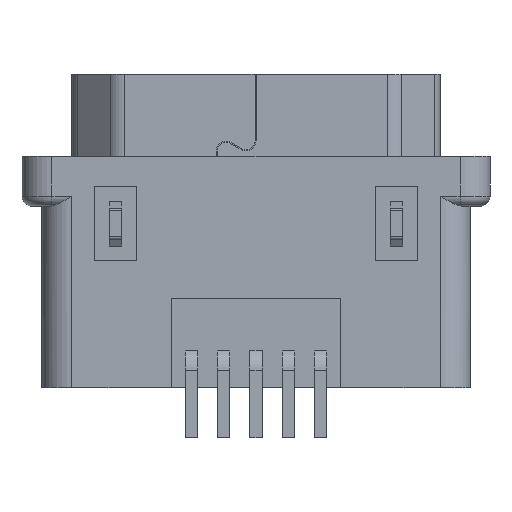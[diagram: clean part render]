
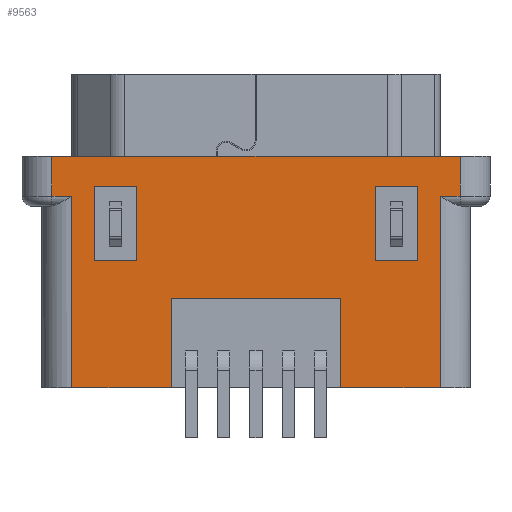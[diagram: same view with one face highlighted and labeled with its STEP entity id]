
A CAD part, front view. The second image highlights one B-rep face of the part: STEP entity #9563.
In plain terms, the highlighted planar face has unit normal (0, -1, 0).
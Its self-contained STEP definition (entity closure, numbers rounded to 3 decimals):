
#1528=DIRECTION('',(0.,0.,-1.));
#1529=VECTOR('',#1528,1.5);
#1530=CARTESIAN_POINT('',(3.25,-1.875,4.93));
#1531=LINE('',#1530,#1529);
#1532=DIRECTION('',(1.,0.,0.));
#1533=VECTOR('',#1532,8.2);
#1534=CARTESIAN_POINT('',(-4.1,-1.875,5.53));
#1535=LINE('',#1534,#1533);
#1536=DIRECTION('',(1.,0.,0.));
#1537=VECTOR('',#1536,0.4);
#1538=CARTESIAN_POINT('',(-4.1,-1.875,4.73));
#1539=LINE('',#1538,#1537);
#1555=DIRECTION('',(0.,0.,-1.));
#1556=VECTOR('',#1555,3.85);
#1557=CARTESIAN_POINT('',(-3.7,-1.875,4.73));
#1558=LINE('',#1557,#1556);
#1625=DIRECTION('',(0.,0.,1.));
#1626=VECTOR('',#1625,0.8);
#1627=CARTESIAN_POINT('',(4.1,-1.875,4.73));
#1628=LINE('',#1627,#1626);
#1743=DIRECTION('',(0.,0.,-1.));
#1744=VECTOR('',#1743,0.8);
#1745=CARTESIAN_POINT('',(-4.1,-1.875,5.53));
#1746=LINE('',#1745,#1744);
#2779=DIRECTION('',(-1.,0.,0.));
#2780=VECTOR('',#2779,2.);
#2781=CARTESIAN_POINT('',(-1.7,-1.875,0.88));
#2782=LINE('',#2781,#2780);
#2783=DIRECTION('',(-1.,0.,0.));
#2784=VECTOR('',#2783,2.);
#2785=CARTESIAN_POINT('',(3.7,-1.875,0.88));
#2786=LINE('',#2785,#2784);
#2787=DIRECTION('',(0.,0.,1.));
#2788=VECTOR('',#2787,3.85);
#2789=CARTESIAN_POINT('',(3.7,-1.875,0.88));
#2790=LINE('',#2789,#2788);
#2803=DIRECTION('',(1.,0.,0.));
#2804=VECTOR('',#2803,0.4);
#2805=CARTESIAN_POINT('',(3.7,-1.875,4.73));
#2806=LINE('',#2805,#2804);
#2847=DIRECTION('',(0.,0.,1.));
#2848=VECTOR('',#2847,1.8);
#2849=CARTESIAN_POINT('',(-1.7,-1.875,0.88));
#2850=LINE('',#2849,#2848);
#2855=DIRECTION('',(1.,0.,0.));
#2856=VECTOR('',#2855,3.4);
#2857=CARTESIAN_POINT('',(-1.7,-1.875,2.68));
#2858=LINE('',#2857,#2856);
#2863=DIRECTION('',(0.,0.,-1.));
#2864=VECTOR('',#2863,1.8);
#2865=CARTESIAN_POINT('',(1.7,-1.875,2.68));
#2866=LINE('',#2865,#2864);
#3487=DIRECTION('',(-1.,0.,0.));
#3488=VECTOR('',#3487,0.85);
#3489=CARTESIAN_POINT('',(-2.4,-1.875,3.43));
#3490=LINE('',#3489,#3488);
#3495=DIRECTION('',(0.,0.,1.));
#3496=VECTOR('',#3495,1.5);
#3497=CARTESIAN_POINT('',(-3.25,-1.875,3.43));
#3498=LINE('',#3497,#3496);
#3507=DIRECTION('',(1.,0.,0.));
#3508=VECTOR('',#3507,0.85);
#3509=CARTESIAN_POINT('',(-3.25,-1.875,4.93));
#3510=LINE('',#3509,#3508);
#3519=DIRECTION('',(0.,0.,-1.));
#3520=VECTOR('',#3519,1.5);
#3521=CARTESIAN_POINT('',(-2.4,-1.875,4.93));
#3522=LINE('',#3521,#3520);
#3717=DIRECTION('',(1.,0.,0.));
#3718=VECTOR('',#3717,0.85);
#3719=CARTESIAN_POINT('',(2.4,-1.875,4.93));
#3720=LINE('',#3719,#3718);
#3729=DIRECTION('',(0.,0.,1.));
#3730=VECTOR('',#3729,1.5);
#3731=CARTESIAN_POINT('',(2.4,-1.875,3.43));
#3732=LINE('',#3731,#3730);
#3737=DIRECTION('',(-1.,0.,0.));
#3738=VECTOR('',#3737,0.85);
#3739=CARTESIAN_POINT('',(3.25,-1.875,3.43));
#3740=LINE('',#3739,#3738);
#5767=CARTESIAN_POINT('',(4.1,-1.875,5.53));
#5768=VERTEX_POINT('',#5767);
#5769=CARTESIAN_POINT('',(-4.1,-1.875,5.53));
#5770=VERTEX_POINT('',#5769);
#5809=CARTESIAN_POINT('',(4.1,-1.875,4.73));
#5811=VERTEX_POINT('',#5809);
#5814=CARTESIAN_POINT('',(-4.1,-1.875,4.73));
#5815=CARTESIAN_POINT('',(-3.7,-1.875,4.73));
#5816=VERTEX_POINT('',#5814);
#5817=VERTEX_POINT('',#5815);
#5818=CARTESIAN_POINT('',(-3.7,-1.875,0.88));
#5819=VERTEX_POINT('',#5818);
#5820=CARTESIAN_POINT('',(-1.7,-1.875,0.88));
#5821=VERTEX_POINT('',#5820);
#5822=CARTESIAN_POINT('',(-1.7,-1.875,2.68));
#5823=VERTEX_POINT('',#5822);
#5824=CARTESIAN_POINT('',(1.7,-1.875,2.68));
#5825=VERTEX_POINT('',#5824);
#5826=CARTESIAN_POINT('',(1.7,-1.875,0.88));
#5827=VERTEX_POINT('',#5826);
#5828=CARTESIAN_POINT('',(3.7,-1.875,0.88));
#5829=VERTEX_POINT('',#5828);
#5830=CARTESIAN_POINT('',(3.7,-1.875,4.73));
#5831=VERTEX_POINT('',#5830);
#5832=CARTESIAN_POINT('',(-2.4,-1.875,3.43));
#5833=CARTESIAN_POINT('',(-3.25,-1.875,3.43));
#5834=VERTEX_POINT('',#5832);
#5835=VERTEX_POINT('',#5833);
#5836=CARTESIAN_POINT('',(-3.25,-1.875,4.93));
#5837=VERTEX_POINT('',#5836);
#5838=CARTESIAN_POINT('',(-2.4,-1.875,4.93));
#5839=VERTEX_POINT('',#5838);
#5840=CARTESIAN_POINT('',(3.25,-1.875,4.93));
#5841=CARTESIAN_POINT('',(3.25,-1.875,3.43));
#5842=VERTEX_POINT('',#5840);
#5843=VERTEX_POINT('',#5841);
#5844=CARTESIAN_POINT('',(2.4,-1.875,3.43));
#5845=VERTEX_POINT('',#5844);
#5846=CARTESIAN_POINT('',(2.4,-1.875,4.93));
#5847=VERTEX_POINT('',#5846);
#9513=CARTESIAN_POINT('',(0.,-1.875,3.205));
#9514=DIRECTION('',(0.,1.,0.));
#9515=DIRECTION('',(1.,0.,0.));
#9516=AXIS2_PLACEMENT_3D('',#9513,#9514,#9515);
#9517=PLANE('',#9516);
#9519=ORIENTED_EDGE('',*,*,#9518,.F.);
#9521=ORIENTED_EDGE('',*,*,#9520,.F.);
#9523=ORIENTED_EDGE('',*,*,#9522,.T.);
#9525=ORIENTED_EDGE('',*,*,#9524,.F.);
#9527=ORIENTED_EDGE('',*,*,#9526,.F.);
#9529=ORIENTED_EDGE('',*,*,#9528,.F.);
#9531=ORIENTED_EDGE('',*,*,#9530,.T.);
#9533=ORIENTED_EDGE('',*,*,#9532,.F.);
#9535=ORIENTED_EDGE('',*,*,#9534,.F.);
#9537=ORIENTED_EDGE('',*,*,#9536,.F.);
#9539=ORIENTED_EDGE('',*,*,#9538,.T.);
#9541=ORIENTED_EDGE('',*,*,#9540,.F.);
#9542=EDGE_LOOP('',(#9519,#9521,#9523,#9525,#9527,#9529,#9531,#9533,#9535,#9537,
#9539,#9541));
#9543=FACE_OUTER_BOUND('',#9542,.F.);
#9545=ORIENTED_EDGE('',*,*,#9544,.F.);
#9547=ORIENTED_EDGE('',*,*,#9546,.F.);
#9549=ORIENTED_EDGE('',*,*,#9548,.F.);
#9551=ORIENTED_EDGE('',*,*,#9550,.F.);
#9552=EDGE_LOOP('',(#9545,#9547,#9549,#9551));
#9553=FACE_BOUND('',#9552,.F.);
#9554=ORIENTED_EDGE('',*,*,#9503,.F.);
#9556=ORIENTED_EDGE('',*,*,#9555,.F.);
#9558=ORIENTED_EDGE('',*,*,#9557,.F.);
#9560=ORIENTED_EDGE('',*,*,#9559,.F.);
#9561=EDGE_LOOP('',(#9554,#9556,#9558,#9560));
#9562=FACE_BOUND('',#9561,.F.);
#9503=EDGE_CURVE('',#5842,#5843,#1531,.T.);
#9518=EDGE_CURVE('',#5816,#5817,#1539,.T.);
#9520=EDGE_CURVE('',#5770,#5816,#1746,.T.);
#9522=EDGE_CURVE('',#5770,#5768,#1535,.T.);
#9524=EDGE_CURVE('',#5811,#5768,#1628,.T.);
#9526=EDGE_CURVE('',#5831,#5811,#2806,.T.);
#9528=EDGE_CURVE('',#5829,#5831,#2790,.T.);
#9530=EDGE_CURVE('',#5829,#5827,#2786,.T.);
#9532=EDGE_CURVE('',#5825,#5827,#2866,.T.);
#9534=EDGE_CURVE('',#5823,#5825,#2858,.T.);
#9536=EDGE_CURVE('',#5821,#5823,#2850,.T.);
#9538=EDGE_CURVE('',#5821,#5819,#2782,.T.);
#9540=EDGE_CURVE('',#5817,#5819,#1558,.T.);
#9544=EDGE_CURVE('',#5834,#5835,#3490,.T.);
#9546=EDGE_CURVE('',#5839,#5834,#3522,.T.);
#9548=EDGE_CURVE('',#5837,#5839,#3510,.T.);
#9550=EDGE_CURVE('',#5835,#5837,#3498,.T.);
#9555=EDGE_CURVE('',#5847,#5842,#3720,.T.);
#9557=EDGE_CURVE('',#5845,#5847,#3732,.T.);
#9559=EDGE_CURVE('',#5843,#5845,#3740,.T.);
#9563=ADVANCED_FACE('',(#9543,#9553,#9562),#9517,.F.);
